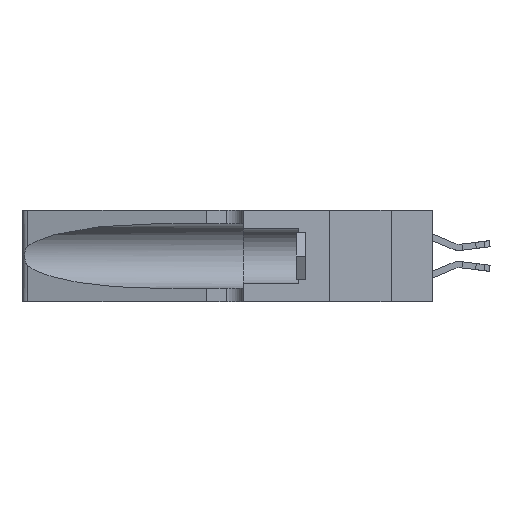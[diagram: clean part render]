
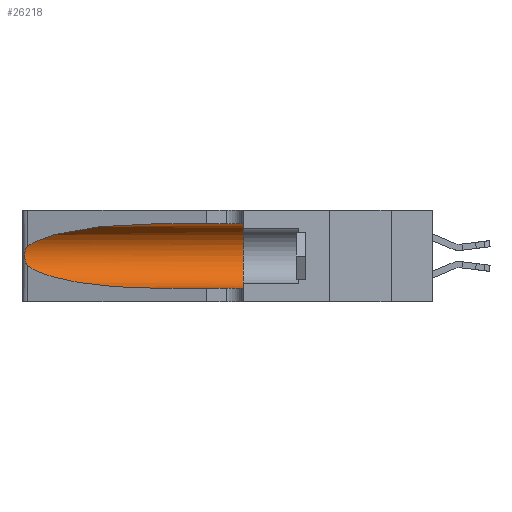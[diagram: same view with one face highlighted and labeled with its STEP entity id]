
A CAD part, left-side view. The second image highlights one B-rep face of the part: STEP entity #26218.
In plain terms, the highlighted cylindrical face has radius 3.308 mm (diameter 6.617 mm), a partial arc.
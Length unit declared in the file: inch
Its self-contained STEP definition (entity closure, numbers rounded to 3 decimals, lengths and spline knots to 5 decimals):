
#477 = VERTEX_POINT ( 'NONE', #24607 ) ;
#591 = VERTEX_POINT ( 'NONE', #7909 ) ;
#1441 = VERTEX_POINT ( 'NONE', #6750 ) ;
#2748 = VERTEX_POINT ( 'NONE', #30304 ) ;
#2982 = VECTOR ( 'NONE', #12480, 39.37008 ) ;
#3357 = ORIENTED_EDGE ( 'NONE', *, *, #25388, .F. ) ;
#3789 =( BOUNDED_CURVE ( )  B_SPLINE_CURVE ( 3, ( #6271, #19201, #30471, #17665 ),
 .UNSPECIFIED., .F., .F. ) 
 B_SPLINE_CURVE_WITH_KNOTS ( ( 4, 4 ),
 ( 1.5708, 2.84003 ),
 .UNSPECIFIED. ) 
 CURVE ( )  GEOMETRIC_REPRESENTATION_ITEM ( )  RATIONAL_B_SPLINE_CURVE ( ( 1., 0.87, 0.87, 1. ) ) 
 REPRESENTATION_ITEM ( '' )  );
#3883 = CARTESIAN_POINT ( 'NONE',  ( 0.25787, 1.23484, 0.2124 ) ) ;
#4199 =( BOUNDED_CURVE ( )  B_SPLINE_CURVE ( 3, ( #30559, #13349, #15654, #23293 ),
 .UNSPECIFIED., .F., .T. ) 
 B_SPLINE_CURVE_WITH_KNOTS ( ( 4, 4 ),
 ( 3.44316, 4.71239 ),
 .UNSPECIFIED. ) 
 CURVE ( )  GEOMETRIC_REPRESENTATION_ITEM ( )  RATIONAL_B_SPLINE_CURVE ( ( 1., 0.87, 0.87, 1. ) ) 
 REPRESENTATION_ITEM ( '' )  );
#6271 = CARTESIAN_POINT ( 'NONE',  ( 0.1305, 0.72297, 0.31525 ) ) ;
#6307 = CARTESIAN_POINT ( 'NONE',  ( 0.25639, 1.23186, 0.15144 ) ) ;
#6478 = FACE_OUTER_BOUND ( 'NONE', #30063, .T. ) ;
#6646 = B_SPLINE_CURVE_WITH_KNOTS ( 'NONE', 3,
 ( #6754, #19022, #23855, #3883, #21215, #11170, #28722, #28842, #31202, #16206, #18688, #6307, #23755, #8794 ),
 .UNSPECIFIED., .F., .F.,
 ( 4, 2, 2, 2, 2, 2, 4 ),
 ( 0., 0.00027, 0.00053, 0.00107, 0.0016, 0.00187, 0.00214 ),
 .UNSPECIFIED. ) ;
#6750 = CARTESIAN_POINT ( 'NONE',  ( 0.25487, 1.22718, 0.22369 ) ) ;
#6754 = CARTESIAN_POINT ( 'NONE',  ( 0.25487, 1.22718, 0.22369 ) ) ;
#7350 = AXIS2_PLACEMENT_3D ( 'NONE', #17883, #10665, #13197 ) ;
#7909 = CARTESIAN_POINT ( 'NONE',  ( 0.25487, 1.22718, 0.14631 ) ) ;
#8794 = CARTESIAN_POINT ( 'NONE',  ( 0.25487, 1.22718, 0.14631 ) ) ;
#8863 = CARTESIAN_POINT ( 'NONE',  ( 0.1305, 0.35, 0.05475 ) ) ;
#9581 = ORIENTED_EDGE ( 'NONE', *, *, #18084, .T. ) ;
#9919 = ORIENTED_EDGE ( 'NONE', *, *, #27996, .F. ) ;
#9920 = CIRCLE ( 'NONE', #18593, 0.13025 ) ;
#10552 = DIRECTION ( 'NONE',  ( 0., 0., 1. ) ) ;
#10665 = DIRECTION ( 'NONE',  ( 0., -1., 0. ) ) ;
#11170 = CARTESIAN_POINT ( 'NONE',  ( 0.26018, 1.23835, 0.19895 ) ) ;
#11856 = ORIENTED_EDGE ( 'NONE', *, *, #14192, .T. ) ;
#12480 = DIRECTION ( 'NONE',  ( 0., -1., 0. ) ) ;
#13197 = DIRECTION ( 'NONE',  ( 0., 0., -1. ) ) ;
#13349 = CARTESIAN_POINT ( 'NONE',  ( 0.2373, 1.15595, 0.08982 ) ) ;
#14192 = EDGE_CURVE ( 'NONE', #1441, #591, #6646, .T. ) ;
#15654 = CARTESIAN_POINT ( 'NONE',  ( 0.18966, 0.96281, 0.05475 ) ) ;
#15767 = CYLINDRICAL_SURFACE ( 'NONE', #7350, 0.13025 ) ;
#16206 = CARTESIAN_POINT ( 'NONE',  ( 0.25856, 1.23593, 0.16098 ) ) ;
#16353 = ORIENTED_EDGE ( 'NONE', *, *, #16638, .T. ) ;
#16638 = EDGE_CURVE ( 'NONE', #477, #1441, #3789, .T. ) ;
#17665 = CARTESIAN_POINT ( 'NONE',  ( 0.25487, 1.22718, 0.22369 ) ) ;
#17883 = CARTESIAN_POINT ( 'NONE',  ( 0.1305, 1.61858, 0.185 ) ) ;
#18084 = EDGE_CURVE ( 'NONE', #27843, #18516, #20445, .T. ) ;
#18516 = VERTEX_POINT ( 'NONE', #8863 ) ;
#18593 = AXIS2_PLACEMENT_3D ( 'NONE', #25781, #27881, #10552 ) ;
#18688 = CARTESIAN_POINT ( 'NONE',  ( 0.25789, 1.23486, 0.15765 ) ) ;
#19022 = CARTESIAN_POINT ( 'NONE',  ( 0.25555, 1.22994, 0.2215 ) ) ;
#19201 = CARTESIAN_POINT ( 'NONE',  ( 0.18966, 0.96281, 0.31525 ) ) ;
#19504 = ORIENTED_EDGE ( 'NONE', *, *, #28744, .T. ) ;
#20123 = CARTESIAN_POINT ( 'NONE',  ( 0.1305, 1.61858, 0.31525 ) ) ;
#20185 = CARTESIAN_POINT ( 'NONE',  ( 0.1305, 0.72297, 0.05475 ) ) ;
#20445 = LINE ( 'NONE', #31767, #28765 ) ;
#21215 = CARTESIAN_POINT ( 'NONE',  ( 0.25854, 1.2359, 0.20912 ) ) ;
#21758 = LINE ( 'NONE', #20123, #2982 ) ;
#23293 = CARTESIAN_POINT ( 'NONE',  ( 0.1305, 0.72297, 0.05475 ) ) ;
#23755 = CARTESIAN_POINT ( 'NONE',  ( 0.25555, 1.22993, 0.14849 ) ) ;
#23855 = CARTESIAN_POINT ( 'NONE',  ( 0.25639, 1.23184, 0.21858 ) ) ;
#24607 = CARTESIAN_POINT ( 'NONE',  ( 0.1305, 0.72297, 0.31525 ) ) ;
#25388 = EDGE_CURVE ( 'NONE', #477, #2748, #21758, .T. ) ;
#25781 = CARTESIAN_POINT ( 'NONE',  ( 0.1305, 0.35, 0.185 ) ) ;
#26218 = ADVANCED_FACE ( 'NONE', ( #6478 ), #15767, .F. ) ;
#27843 = VERTEX_POINT ( 'NONE', #20185 ) ;
#27881 = DIRECTION ( 'NONE',  ( 0., 1., 0. ) ) ;
#27996 = EDGE_CURVE ( 'NONE', #2748, #18516, #9920, .T. ) ;
#28722 = CARTESIAN_POINT ( 'NONE',  ( 0.26075, 1.23896, 0.19203 ) ) ;
#28744 = EDGE_CURVE ( 'NONE', #591, #27843, #4199, .T. ) ;
#28765 = VECTOR ( 'NONE', #28970, 39.37008 ) ;
#28842 = CARTESIAN_POINT ( 'NONE',  ( 0.26075, 1.23896, 0.178 ) ) ;
#28970 = DIRECTION ( 'NONE',  ( 0., -1., 0. ) ) ;
#30063 = EDGE_LOOP ( 'NONE', ( #16353, #11856, #19504, #9581, #9919, #3357 ) ) ;
#30304 = CARTESIAN_POINT ( 'NONE',  ( 0.1305, 0.35, 0.31525 ) ) ;
#30471 = CARTESIAN_POINT ( 'NONE',  ( 0.2373, 1.15595, 0.28018 ) ) ;
#30559 = CARTESIAN_POINT ( 'NONE',  ( 0.25487, 1.22718, 0.14631 ) ) ;
#31202 = CARTESIAN_POINT ( 'NONE',  ( 0.26017, 1.23833, 0.17102 ) ) ;
#31767 = CARTESIAN_POINT ( 'NONE',  ( 0.1305, 1.61858, 0.05475 ) ) ;
